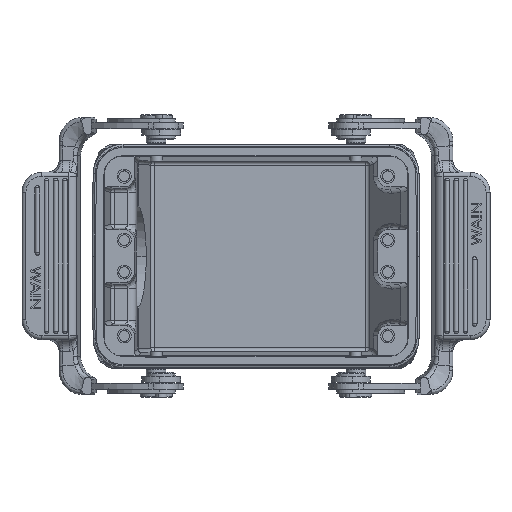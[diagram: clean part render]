
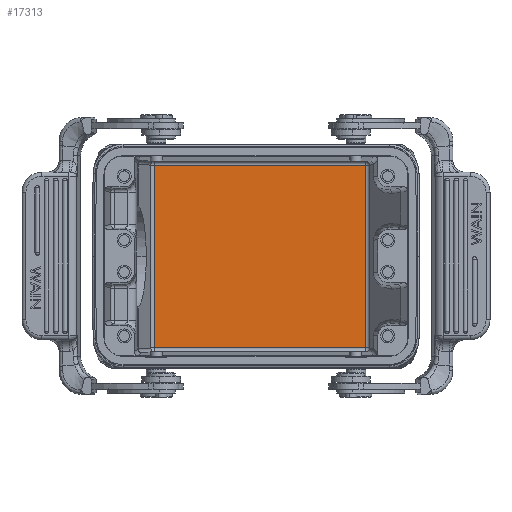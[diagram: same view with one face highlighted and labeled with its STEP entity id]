
A CAD part, top view. The second image highlights one B-rep face of the part: STEP entity #17313.
In plain terms, the highlighted planar face has unit normal (0, 0, 1).
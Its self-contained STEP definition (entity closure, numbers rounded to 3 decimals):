
#9191=PLANE('',#42058);
#13193=LINE('',#70873,#15499);
#13194=LINE('',#70879,#15500);
#13253=LINE('',#71135,#15559);
#13254=LINE('',#71137,#15560);
#15499=VECTOR('',#48964,1.);
#15500=VECTOR('',#48973,1.);
#15559=VECTOR('',#49154,1.);
#15560=VECTOR('',#49157,1.);
#17313=ADVANCED_FACE('',(#19022),#9191,.T.);
#19022=FACE_OUTER_BOUND('',#20967,.T.);
#20967=EDGE_LOOP('',(#30081,#30082,#30083,#30084));
#30081=ORIENTED_EDGE('',*,*,#37975,.F.);
#30082=ORIENTED_EDGE('',*,*,#37876,.F.);
#30083=ORIENTED_EDGE('',*,*,#37879,.T.);
#30084=ORIENTED_EDGE('',*,*,#37974,.T.);
#33190=VERTEX_POINT('',#69617);
#33310=VERTEX_POINT('',#70872);
#33311=VERTEX_POINT('',#70874);
#33361=VERTEX_POINT('',#71132);
#37876=EDGE_CURVE('',#33310,#33311,#13193,.T.);
#37879=EDGE_CURVE('',#33310,#33190,#13194,.T.);
#37974=EDGE_CURVE('',#33190,#33361,#13253,.T.);
#37975=EDGE_CURVE('',#33311,#33361,#13254,.T.);
#42058=AXIS2_PLACEMENT_3D('',#71138,#49158,#49159);
#48964=DIRECTION('',(0.,1.,0.));
#48973=DIRECTION('',(1.,0.,0.));
#49154=DIRECTION('',(0.,1.,0.));
#49157=DIRECTION('',(1.,0.,0.));
#49158=DIRECTION('',(0.,0.,1.));
#49159=DIRECTION('',(1.,0.,0.));
#69617=CARTESIAN_POINT('',(27.482,-22.891,-74.86));
#70872=CARTESIAN_POINT('',(-25.424,-22.891,-74.86));
#70873=CARTESIAN_POINT('',(-25.424,-22.891,-74.86));
#70874=CARTESIAN_POINT('',(-25.424,22.891,-74.86));
#70879=CARTESIAN_POINT('',(-25.424,-22.891,-74.86));
#71132=CARTESIAN_POINT('',(27.482,22.891,-74.86));
#71135=CARTESIAN_POINT('',(27.482,-22.891,-74.86));
#71137=CARTESIAN_POINT('',(-25.424,22.891,-74.86));
#71138=CARTESIAN_POINT('',(-30.759,-28.,-74.86));
